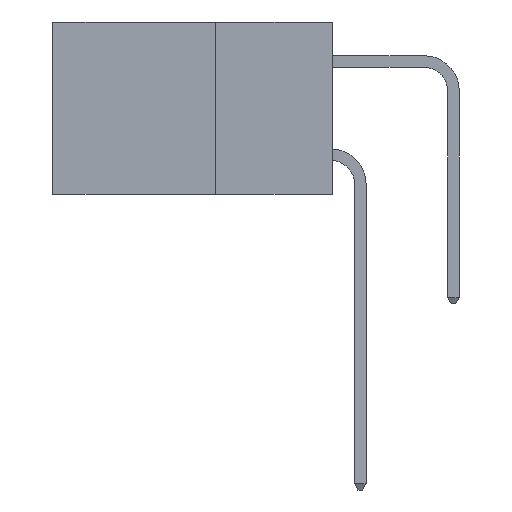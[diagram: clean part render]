
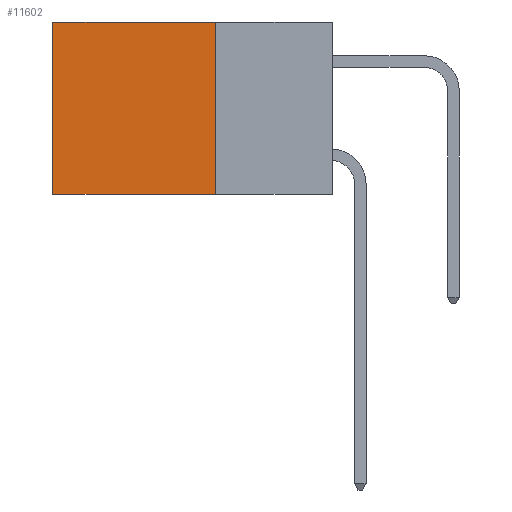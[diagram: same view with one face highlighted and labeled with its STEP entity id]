
A CAD part, left-side view. The second image highlights one B-rep face of the part: STEP entity #11602.
In plain terms, the highlighted planar face has unit normal (-1, 0, 0).
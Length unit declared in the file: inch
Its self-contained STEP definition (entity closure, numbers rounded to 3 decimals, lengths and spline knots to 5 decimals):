
#303 = ORIENTED_EDGE ( 'NONE', *, *, #9508, .T. ) ;
#895 = DIRECTION ( 'NONE',  ( 1., 0., 0. ) ) ;
#1213 = CARTESIAN_POINT ( 'NONE',  ( 0.2615, 0.25, -0.37 ) ) ;
#2005 = VERTEX_POINT ( 'NONE', #1213 ) ;
#2909 = VECTOR ( 'NONE', #5020, 39.37008 ) ;
#4317 = CARTESIAN_POINT ( 'NONE',  ( 0.2615, 0.6, 0. ) ) ;
#5020 = DIRECTION ( 'NONE',  ( 0., 0., -1. ) ) ;
#5136 = AXIS2_PLACEMENT_3D ( 'NONE', #10757, #895, #12419 ) ;
#5382 = CARTESIAN_POINT ( 'NONE',  ( 0.2615, 0.25, -0.37 ) ) ;
#6194 = DIRECTION ( 'NONE',  ( 0., 1., 0. ) ) ;
#7091 = EDGE_CURVE ( 'NONE', #2005, #9927, #13313, .T. ) ;
#7341 = VERTEX_POINT ( 'NONE', #4317 ) ;
#7765 = DIRECTION ( 'NONE',  ( 0., 0., -1. ) ) ;
#7866 = ORIENTED_EDGE ( 'NONE', *, *, #11034, .T. ) ;
#8935 = VECTOR ( 'NONE', #10332, 39.37008 ) ;
#9508 = EDGE_CURVE ( 'NONE', #7341, #9927, #19747, .T. ) ;
#9927 = VERTEX_POINT ( 'NONE', #17542 ) ;
#10332 = DIRECTION ( 'NONE',  ( 0., 1., 0. ) ) ;
#10403 = EDGE_LOOP ( 'NONE', ( #303, #16908, #16538, #7866 ) ) ;
#10757 = CARTESIAN_POINT ( 'NONE',  ( 0.2615, 0.25, -0.37 ) ) ;
#11006 = EDGE_CURVE ( 'NONE', #11307, #2005, #20928, .T. ) ;
#11034 = EDGE_CURVE ( 'NONE', #11307, #7341, #12388, .T. ) ;
#11063 = CARTESIAN_POINT ( 'NONE',  ( 0.2615, 0.25, 0. ) ) ;
#11307 = VERTEX_POINT ( 'NONE', #11627 ) ;
#11602 = ADVANCED_FACE ( 'NONE', ( #14146 ), #18834, .F. ) ;
#11627 = CARTESIAN_POINT ( 'NONE',  ( 0.2615, 0.25, 0. ) ) ;
#12388 = LINE ( 'NONE', #11063, #12905 ) ;
#12419 = DIRECTION ( 'NONE',  ( 0., 0., -1. ) ) ;
#12662 = CARTESIAN_POINT ( 'NONE',  ( 0.2615, 0.25, -0.37 ) ) ;
#12905 = VECTOR ( 'NONE', #6194, 39.37008 ) ;
#13313 = LINE ( 'NONE', #5382, #8935 ) ;
#14146 = FACE_OUTER_BOUND ( 'NONE', #10403, .T. ) ;
#16486 = CARTESIAN_POINT ( 'NONE',  ( 0.2615, 0.6, -0.37 ) ) ;
#16538 = ORIENTED_EDGE ( 'NONE', *, *, #11006, .F. ) ;
#16693 = VECTOR ( 'NONE', #7765, 39.37008 ) ;
#16908 = ORIENTED_EDGE ( 'NONE', *, *, #7091, .F. ) ;
#17542 = CARTESIAN_POINT ( 'NONE',  ( 0.2615, 0.6, -0.37 ) ) ;
#18834 = PLANE ( 'NONE',  #5136 ) ;
#19747 = LINE ( 'NONE', #16486, #2909 ) ;
#20928 = LINE ( 'NONE', #12662, #16693 ) ;
